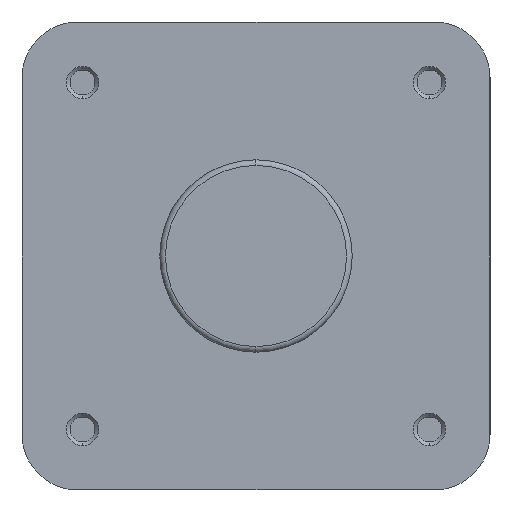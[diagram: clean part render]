
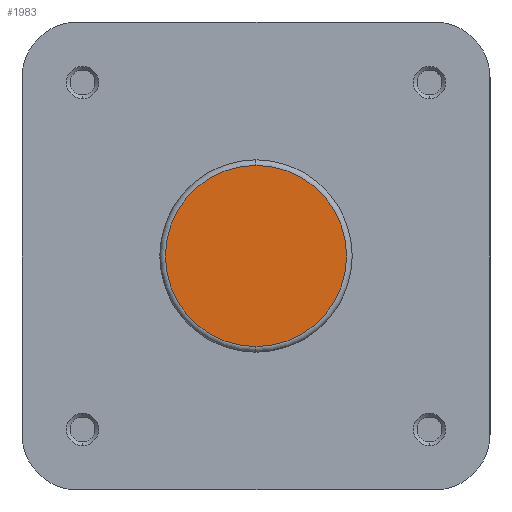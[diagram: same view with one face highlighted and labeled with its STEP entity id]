
A CAD part, left-side view. The second image highlights one B-rep face of the part: STEP entity #1983.
In plain terms, the highlighted planar face has unit normal (-1, 0, 0).
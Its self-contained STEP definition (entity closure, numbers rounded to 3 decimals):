
#643 = EDGE_LOOP ( 'NONE', ( #1580, #1579 ) ) ;
#689 = EDGE_CURVE ( 'NONE', #855, #886, #783, .T. ) ;
#783 = CIRCLE ( 'NONE', #2233, 24.4 ) ;
#855 = VERTEX_POINT ( 'NONE', #3603 ) ;
#886 = VERTEX_POINT ( 'NONE', #3634 ) ;
#1081 = DIRECTION ( 'NONE',  ( -1., 0., 0. ) ) ;
#1084 = CARTESIAN_POINT ( 'NONE',  ( 0., 0., 0. ) ) ;
#1085 = DIRECTION ( 'NONE',  ( 0., 0., -1. ) ) ;
#1579 = ORIENTED_EDGE ( 'NONE', *, *, #689, .T. ) ;
#1580 = ORIENTED_EDGE ( 'NONE', *, *, #2146, .T. ) ;
#1983 = ADVANCED_FACE ( 'NONE', ( #3064 ), #4238, .F. ) ;
#2146 = EDGE_CURVE ( 'NONE', #886, #855, #3457, .T. ) ;
#2233 = AXIS2_PLACEMENT_3D ( 'NONE', #1084, #1081, #1085 ) ;
#2410 = AXIS2_PLACEMENT_3D ( 'NONE', #4237, #4240, #4241 ) ;
#2593 = AXIS2_PLACEMENT_3D ( 'NONE', #4883, #4885, #4886 ) ;
#3064 = FACE_OUTER_BOUND ( 'NONE', #643, .T. ) ;
#3457 = CIRCLE ( 'NONE', #2593, 24.4 ) ;
#3603 = CARTESIAN_POINT ( 'NONE',  ( 0., 0., 24.4 ) ) ;
#3634 = CARTESIAN_POINT ( 'NONE',  ( 0., 0., -24.4 ) ) ;
#4237 = CARTESIAN_POINT ( 'NONE',  ( 0., 0., 0. ) ) ;
#4238 = PLANE ( 'NONE',  #2410 ) ;
#4240 = DIRECTION ( 'NONE',  ( 1., 0., 0. ) ) ;
#4241 = DIRECTION ( 'NONE',  ( 0., 0., -1. ) ) ;
#4883 = CARTESIAN_POINT ( 'NONE',  ( 0., 0., 0. ) ) ;
#4885 = DIRECTION ( 'NONE',  ( -1., 0., 0. ) ) ;
#4886 = DIRECTION ( 'NONE',  ( 0., 0., -1. ) ) ;
